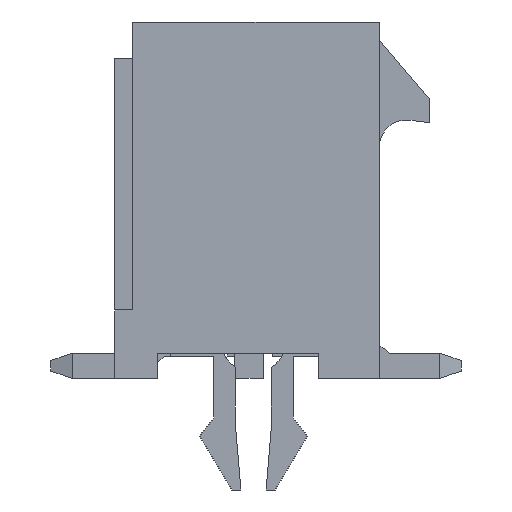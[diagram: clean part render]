
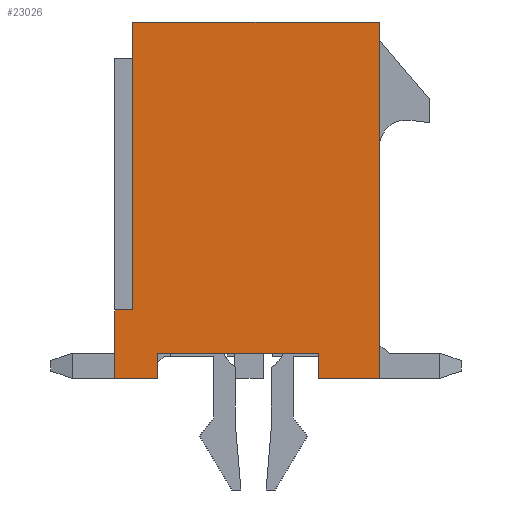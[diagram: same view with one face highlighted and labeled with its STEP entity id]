
A CAD part, left-side view. The second image highlights one B-rep face of the part: STEP entity #23026.
In plain terms, the highlighted planar face has unit normal (-1, 0, 0).
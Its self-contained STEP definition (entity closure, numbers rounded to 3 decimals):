
#1852=ORIENTED_EDGE('',*,*,#6143,.F.);
#1853=ORIENTED_EDGE('',*,*,#6018,.T.);
#1854=ORIENTED_EDGE('',*,*,#6185,.T.);
#1855=ORIENTED_EDGE('',*,*,#6186,.T.);
#1856=ORIENTED_EDGE('',*,*,#6187,.T.);
#1857=ORIENTED_EDGE('',*,*,#6188,.T.);
#1858=ORIENTED_EDGE('',*,*,#6189,.T.);
#1859=ORIENTED_EDGE('',*,*,#6056,.F.);
#1860=ORIENTED_EDGE('',*,*,#6051,.T.);
#1861=ORIENTED_EDGE('',*,*,#6190,.T.);
#6018=EDGE_CURVE('',#8213,#8212,#9861,.T.);
#6051=EDGE_CURVE('',#8230,#8232,#9894,.T.);
#6056=EDGE_CURVE('',#8230,#8235,#9899,.T.);
#6143=EDGE_CURVE('',#8213,#8275,#9986,.T.);
#6185=EDGE_CURVE('',#8212,#8297,#10028,.T.);
#6186=EDGE_CURVE('',#8297,#8298,#10029,.T.);
#6187=EDGE_CURVE('',#8298,#8299,#10030,.T.);
#6188=EDGE_CURVE('',#8299,#8300,#10031,.T.);
#6189=EDGE_CURVE('',#8300,#8235,#10032,.T.);
#6190=EDGE_CURVE('',#8232,#8275,#10033,.T.);
#8212=VERTEX_POINT('',#31160);
#8213=VERTEX_POINT('',#31162);
#8230=VERTEX_POINT('',#31222);
#8232=VERTEX_POINT('',#31226);
#8235=VERTEX_POINT('',#31236);
#8275=VERTEX_POINT('',#31380);
#8297=VERTEX_POINT('',#31465);
#8298=VERTEX_POINT('',#31467);
#8299=VERTEX_POINT('',#31469);
#8300=VERTEX_POINT('',#31471);
#9861=LINE('',#31161,#12150);
#9894=LINE('',#31227,#12183);
#9899=LINE('',#31237,#12188);
#9986=LINE('',#31384,#12275);
#10028=LINE('',#31464,#12317);
#10029=LINE('',#31466,#12318);
#10030=LINE('',#31468,#12319);
#10031=LINE('',#31470,#12320);
#10032=LINE('',#31472,#12321);
#10033=LINE('',#31473,#12322);
#12150=VECTOR('',#26304,1000.);
#12183=VECTOR('',#26363,1000.);
#12188=VECTOR('',#26372,1000.);
#12275=VECTOR('',#26497,1000.);
#12317=VECTOR('',#26575,1000.);
#12318=VECTOR('',#26576,1000.);
#12319=VECTOR('',#26577,1000.);
#12320=VECTOR('',#26578,1000.);
#12321=VECTOR('',#26579,1000.);
#12322=VECTOR('',#26580,1000.);
#13801=EDGE_LOOP('',(#1852,#1853,#1854,#1855,#1856,#1857,#1858,#1859,#1860,
#1861));
#14758=FACE_BOUND('',#13801,.T.);
#15666=PLANE('',#24025);
#23026=ADVANCED_FACE('',(#14758),#15666,.T.);
#24025=AXIS2_PLACEMENT_3D('',#31463,#26573,#26574);
#26304=DIRECTION('',(0.,-1.,0.));
#26363=DIRECTION('',(0.,0.,-1.));
#26372=DIRECTION('',(0.,-1.,0.));
#26497=DIRECTION('',(0.,0.,-1.));
#26573=DIRECTION('',(-1.,0.,0.));
#26574=DIRECTION('',(0.,0.,1.));
#26575=DIRECTION('',(0.,0.,-1.));
#26576=DIRECTION('',(0.,-1.,0.));
#26577=DIRECTION('',(0.,0.,1.));
#26578=DIRECTION('',(0.,1.,0.));
#26579=DIRECTION('',(0.,0.,-1.));
#26580=DIRECTION('',(0.,-1.,0.));
#31160=CARTESIAN_POINT('',(-13.85,-1.73,-4.25));
#31161=CARTESIAN_POINT('',(-13.85,2.73,-4.25));
#31162=CARTESIAN_POINT('',(-13.85,2.73,-4.25));
#31222=CARTESIAN_POINT('',(-13.85,3.93,-3.05));
#31226=CARTESIAN_POINT('',(-13.85,3.93,-4.95));
#31227=CARTESIAN_POINT('',(-13.85,3.93,-3.05));
#31236=CARTESIAN_POINT('',(-13.85,3.43,-3.05));
#31237=CARTESIAN_POINT('',(-13.85,3.93,-3.05));
#31380=CARTESIAN_POINT('',(-13.85,2.73,-4.95));
#31384=CARTESIAN_POINT('',(-13.85,2.73,-3.95));
#31463=CARTESIAN_POINT('',(-13.85,0.,0.));
#31464=CARTESIAN_POINT('',(-13.85,-1.73,-3.95));
#31465=CARTESIAN_POINT('',(-13.85,-1.73,-4.95));
#31466=CARTESIAN_POINT('',(-13.85,3.43,-4.95));
#31467=CARTESIAN_POINT('',(-13.85,-3.43,-4.95));
#31468=CARTESIAN_POINT('',(-13.85,-3.43,-4.95));
#31469=CARTESIAN_POINT('',(-13.85,-3.43,4.95));
#31470=CARTESIAN_POINT('',(-13.85,-3.43,4.95));
#31471=CARTESIAN_POINT('',(-13.85,3.43,4.95));
#31472=CARTESIAN_POINT('',(-13.85,3.43,4.95));
#31473=CARTESIAN_POINT('',(-13.85,3.43,-4.95));
